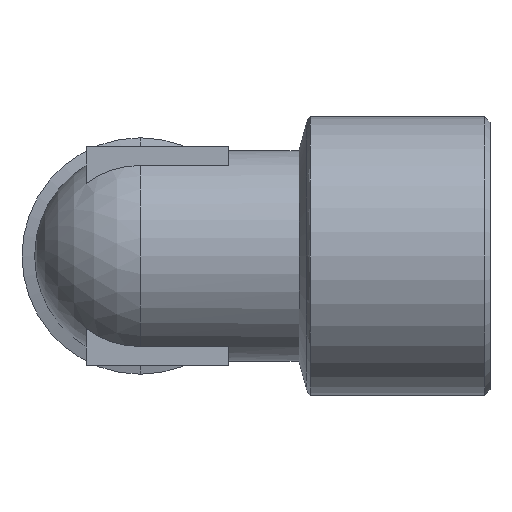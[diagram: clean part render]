
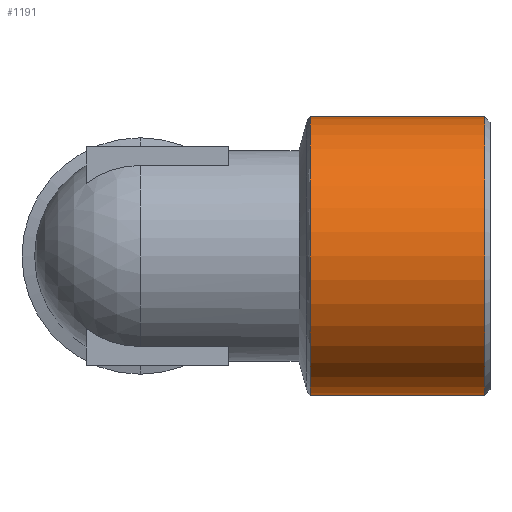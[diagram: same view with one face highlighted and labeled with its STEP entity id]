
A CAD part, left-side view. The second image highlights one B-rep face of the part: STEP entity #1191.
In plain terms, the highlighted cylindrical face has radius 12.75 mm (diameter 25.5 mm), a partial arc.
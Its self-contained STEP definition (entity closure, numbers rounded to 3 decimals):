
#38 = CYLINDRICAL_SURFACE ( 'NONE', #1510, 12.75 ) ;
#96 = ORIENTED_EDGE ( 'NONE', *, *, #1153, .F. ) ;
#122 = VECTOR ( 'NONE', #264, 1000. ) ;
#157 = CIRCLE ( 'NONE', #1443, 12.75 ) ;
#182 = EDGE_CURVE ( 'NONE', #1180, #528, #157, .T. ) ;
#261 = ORIENTED_EDGE ( 'NONE', *, *, #182, .T. ) ;
#264 = DIRECTION ( 'NONE',  ( 0., 1., 0. ) ) ;
#284 = CARTESIAN_POINT ( 'NONE',  ( 0., 1., -12.75 ) ) ;
#295 = DIRECTION ( 'NONE',  ( 0., -1., 0. ) ) ;
#307 = FACE_OUTER_BOUND ( 'NONE', #842, .T. ) ;
#407 = DIRECTION ( 'NONE',  ( 0., 1., 0. ) ) ;
#424 = CARTESIAN_POINT ( 'NONE',  ( 0., 17.467, 0. ) ) ;
#528 = VERTEX_POINT ( 'NONE', #850 ) ;
#651 = ORIENTED_EDGE ( 'NONE', *, *, #1389, .T. ) ;
#687 = EDGE_CURVE ( 'NONE', #1150, #1032, #1310, .T. ) ;
#733 = DIRECTION ( 'NONE',  ( 0., 0., -1. ) ) ;
#842 = EDGE_LOOP ( 'NONE', ( #96, #261, #651, #1213 ) ) ;
#850 = CARTESIAN_POINT ( 'NONE',  ( 0., 1.5, 12.75 ) ) ;
#884 = AXIS2_PLACEMENT_3D ( 'NONE', #424, #295, #1399 ) ;
#964 = CARTESIAN_POINT ( 'NONE',  ( 0., 1.5, 0. ) ) ;
#1010 = LINE ( 'NONE', #1353, #122 ) ;
#1032 = VERTEX_POINT ( 'NONE', #1349 ) ;
#1040 = DIRECTION ( 'NONE',  ( 0., 0., 1. ) ) ;
#1128 = CARTESIAN_POINT ( 'NONE',  ( 0., 17.467, 12.75 ) ) ;
#1150 = VERTEX_POINT ( 'NONE', #1128 ) ;
#1153 = EDGE_CURVE ( 'NONE', #1180, #1032, #1539, .T. ) ;
#1164 = VECTOR ( 'NONE', #407, 1000. ) ;
#1180 = VERTEX_POINT ( 'NONE', #1188 ) ;
#1188 = CARTESIAN_POINT ( 'NONE',  ( 0., 1.5, -12.75 ) ) ;
#1191 = ADVANCED_FACE ( 'NONE', ( #307 ), #38, .T. ) ;
#1213 = ORIENTED_EDGE ( 'NONE', *, *, #687, .T. ) ;
#1216 = DIRECTION ( 'NONE',  ( 0., 1., 0. ) ) ;
#1310 = CIRCLE ( 'NONE', #884, 12.75 ) ;
#1349 = CARTESIAN_POINT ( 'NONE',  ( 0., 17.467, -12.75 ) ) ;
#1353 = CARTESIAN_POINT ( 'NONE',  ( 0., 1., 12.75 ) ) ;
#1389 = EDGE_CURVE ( 'NONE', #528, #1150, #1010, .T. ) ;
#1399 = DIRECTION ( 'NONE',  ( 0., 0., 1. ) ) ;
#1443 = AXIS2_PLACEMENT_3D ( 'NONE', #964, #1216, #733 ) ;
#1448 = CARTESIAN_POINT ( 'NONE',  ( 0., 1., 0. ) ) ;
#1510 = AXIS2_PLACEMENT_3D ( 'NONE', #1448, #1565, #1040 ) ;
#1539 = LINE ( 'NONE', #284, #1164 ) ;
#1565 = DIRECTION ( 'NONE',  ( 0., 1., 0. ) ) ;
